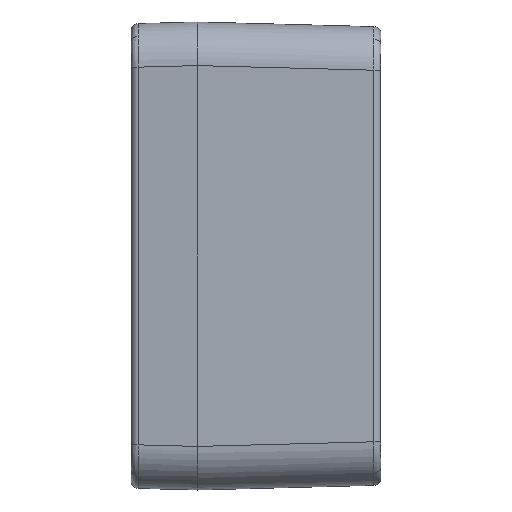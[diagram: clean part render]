
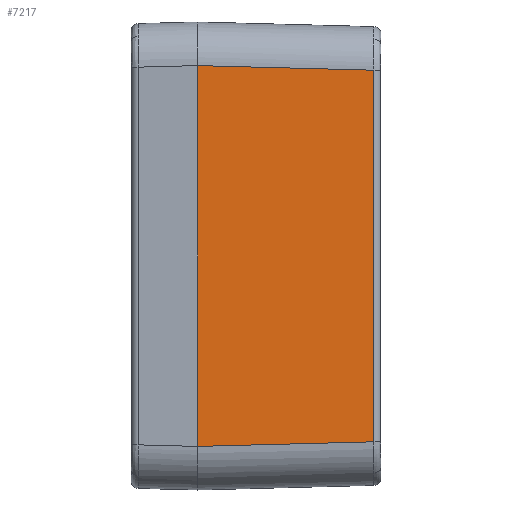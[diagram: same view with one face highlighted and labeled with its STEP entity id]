
A CAD part, left-side view. The second image highlights one B-rep face of the part: STEP entity #7217.
In plain terms, the highlighted planar face has unit normal (-1, -0.026, 0).
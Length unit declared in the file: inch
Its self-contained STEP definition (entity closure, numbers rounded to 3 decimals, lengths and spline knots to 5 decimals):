
#832 = DIRECTION ( 'NONE',  ( 0.026, -0.999, -0.026 ) ) ;
#2660 = VECTOR ( 'NONE', #59847, 39.37008 ) ;
#6610 = EDGE_CURVE ( 'NONE', #70903, #29275, #48224, .T. ) ;
#7217 = ADVANCED_FACE ( 'NONE', ( #37784 ), #37427, .T. ) ;
#10783 = AXIS2_PLACEMENT_3D ( 'NONE', #70484, #65399, #65034 ) ;
#11372 = CARTESIAN_POINT ( 'NONE',  ( -1.93543, -0.06013, 1.03 ) ) ;
#12991 = CARTESIAN_POINT ( 'NONE',  ( -1.91203, -0.95379, -1.0066 ) ) ;
#17164 = CARTESIAN_POINT ( 'NONE',  ( -1.93701, 0., -1.03158 ) ) ;
#17633 = ORIENTED_EDGE ( 'NONE', *, *, #41737, .T. ) ;
#19244 = ORIENTED_EDGE ( 'NONE', *, *, #36863, .F. ) ;
#29275 = VERTEX_POINT ( 'NONE', #12991 ) ;
#31020 = VERTEX_POINT ( 'NONE', #17164 ) ;
#32538 = VECTOR ( 'NONE', #45372, 39.37008 ) ;
#34135 = LINE ( 'NONE', #55911, #32538 ) ;
#34559 = ORIENTED_EDGE ( 'NONE', *, *, #6610, .F. ) ;
#34609 = CARTESIAN_POINT ( 'NONE',  ( -1.91203, -0.95379, 1.0066 ) ) ;
#34894 = LINE ( 'NONE', #57036, #57193 ) ;
#36863 = EDGE_CURVE ( 'NONE', #56796, #70903, #45393, .T. ) ;
#36959 = CARTESIAN_POINT ( 'NONE',  ( -1.91203, -0.95379, -1.26772 ) ) ;
#37427 = PLANE ( 'NONE',  #10783 ) ;
#37784 = FACE_OUTER_BOUND ( 'NONE', #59756, .T. ) ;
#41737 = EDGE_CURVE ( 'NONE', #56796, #31020, #34135, .T. ) ;
#45372 = DIRECTION ( 'NONE',  ( 0., 0., -1. ) ) ;
#45393 = LINE ( 'NONE', #11372, #63730 ) ;
#46248 = CARTESIAN_POINT ( 'NONE',  ( -1.93701, 0., 1.03158 ) ) ;
#47922 = DIRECTION ( 'NONE',  ( 0.026, -0.999, 0.026 ) ) ;
#48224 = LINE ( 'NONE', #36959, #2660 ) ;
#49895 = EDGE_CURVE ( 'NONE', #31020, #29275, #34894, .T. ) ;
#55911 = CARTESIAN_POINT ( 'NONE',  ( -1.93701, 0., -1.26772 ) ) ;
#56796 = VERTEX_POINT ( 'NONE', #46248 ) ;
#57036 = CARTESIAN_POINT ( 'NONE',  ( -1.93701, 0., -1.03158 ) ) ;
#57193 = VECTOR ( 'NONE', #47922, 39.37008 ) ;
#59756 = EDGE_LOOP ( 'NONE', ( #19244, #17633, #62158, #34559 ) ) ;
#59847 = DIRECTION ( 'NONE',  ( 0., 0., -1. ) ) ;
#62158 = ORIENTED_EDGE ( 'NONE', *, *, #49895, .T. ) ;
#63730 = VECTOR ( 'NONE', #832, 39.37008 ) ;
#65034 = DIRECTION ( 'NONE',  ( 0.026, -1., 0. ) ) ;
#65399 = DIRECTION ( 'NONE',  ( -1., -0.026, 0. ) ) ;
#70484 = CARTESIAN_POINT ( 'NONE',  ( -1.93701, 0., -1.26772 ) ) ;
#70903 = VERTEX_POINT ( 'NONE', #34609 ) ;
